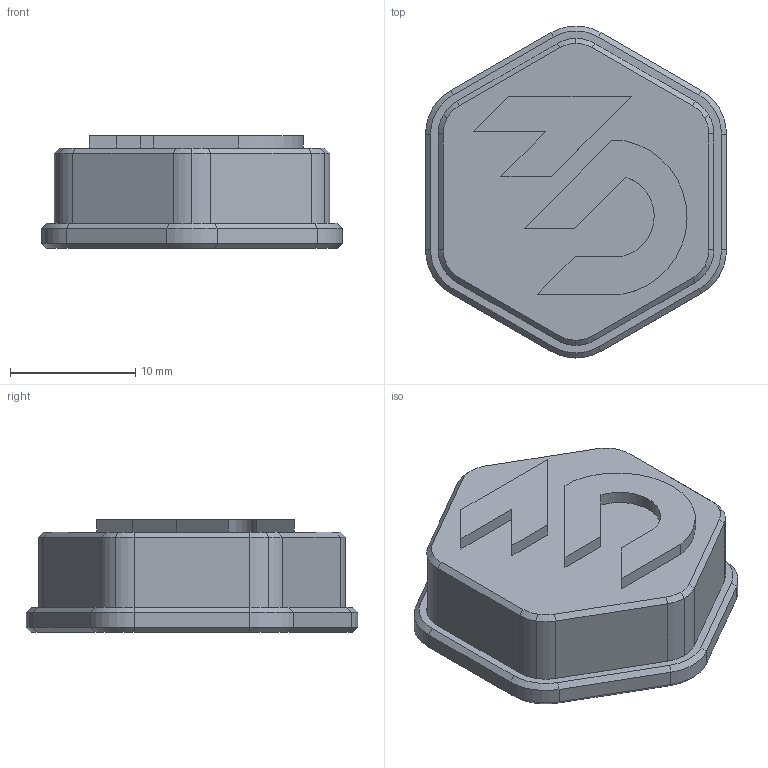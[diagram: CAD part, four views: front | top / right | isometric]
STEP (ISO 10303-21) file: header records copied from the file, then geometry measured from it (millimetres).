
FILE_DESCRIPTION(('HOOPS Exchange Step'),'2;1');
FILE_NAME('temp_export','2024-03-24T16:44:22-07:00',('jaryngiampaoli'),('Shapr3D Limited'),'HOOPS Exchange 2023.2','Shapr3D','Authorized');
FILE_SCHEMA( ('AUTOMOTIVE_DESIGN { 1 0 10303 214 1 1 1 1 }') );
Length unit declared in the file: millimetre
Products named in the file (2): West3D Voron Skirt Insert; root
Assembly tree (1 placements, depth 2):
  root
    West3D Voron Skirt Insert
Bounding box: 24 x 26.48 x 9 mm (x, y, z)
Volume: 3570.8 mm3; surface area: 1648.7 mm2
Topology: 1 solids, 1 shells, 100 faces, 240 edges, 146 vertices
Faces by surface type: plane 56, cone 24, cylinder 20
Entity records: 2895 total; most frequent: DIRECTION 508, CARTESIAN_POINT 488, ORIENTED_EDGE 480, EDGE_CURVE 240, VECTOR 176, LINE 176, AXIS2_PLACEMENT_3D 166, VERTEX_POINT 146
